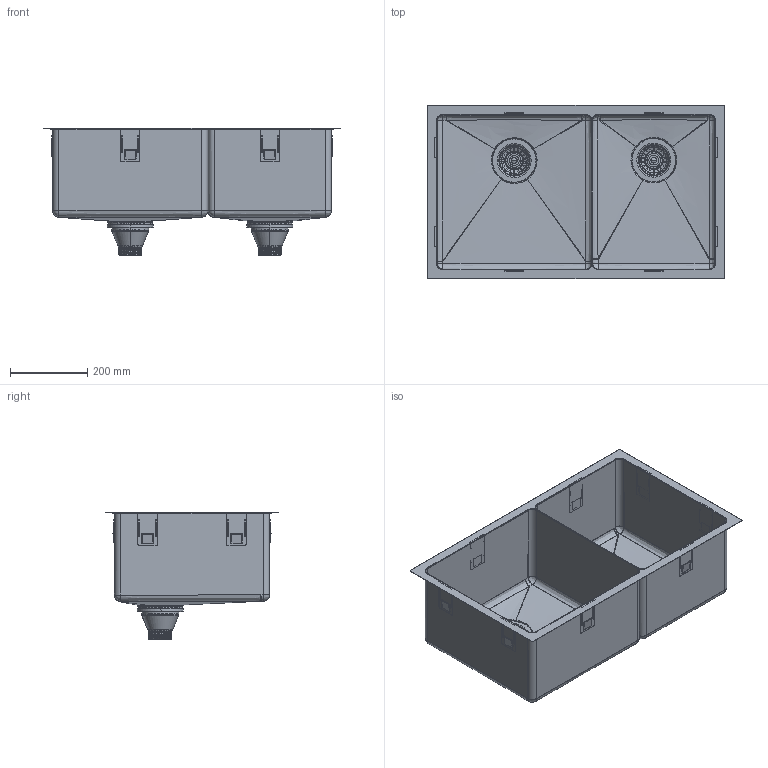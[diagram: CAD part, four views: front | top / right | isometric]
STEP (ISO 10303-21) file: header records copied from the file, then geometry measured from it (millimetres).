
FILE_DESCRIPTION(/* description */ (''),/* implementation_level */ '2;1');
FILE_NAME(/* name */ 'STEP - FB7745AR_2402722',/* time_stamp */ '2026-04-02T13:26:49+11:00',/* author */ (''),/* organization */ (''),/* preprocessor_version */ 'ST-DEVELOPER v16.5',/* originating_system */ 'Rhino 7.38',/* authorisation */ '');
FILE_SCHEMA (('AUTOMOTIVE_DESIGN'));
Length unit declared in the file: millimetre
Products named in the file (12): Document; FB7745AR_ASM69; FB7745AR60; PM667; A4_ASM68; SUZHUTI5758; HOUDIANQUAN59; BAODIANQUAN1234567891011121314151617181920212223242526272829303132333
435363738394041424344454647484950515253545556; BUXIUGGANZHUTI616263; TONGLUOMU164; TILAN65; A3-SUZHUTI66
Assembly tree (19 placements, depth 4):
  Document
    FB7745AR_ASM69
      FB7745AR60
      PM667  x8
      A4_ASM68  x2
        SUZHUTI5758
        HOUDIANQUAN59
        BAODIANQUAN1234567891011121314151617181920212223242526272829303132333
435363738394041424344454647484950515253545556
        BUXIUGGANZHUTI616263
        TONGLUOMU164
        TILAN65
        A3-SUZHUTI66
Bounding box: 770 x 450 x 329.7 mm (x, y, z)
Volume: 1630942.2 mm3; surface area: 2428205.7 mm2
Topology: 23 solids, 23 shells, 1828 faces, 4906 edges, 3072 vertices
Faces by surface type: bspline 700, cylinder 696, plane 432
Entity records: 54227 total; most frequent: CARTESIAN_POINT 39944, ORIENTED_EDGE 4568, EDGE_CURVE 2284, B_SPLINE_CURVE_WITH_KNOTS 1458, VERTEX_POINT 1411, EDGE_LOOP 917, ADVANCED_FACE 863, FACE_OUTER_BOUND 863
